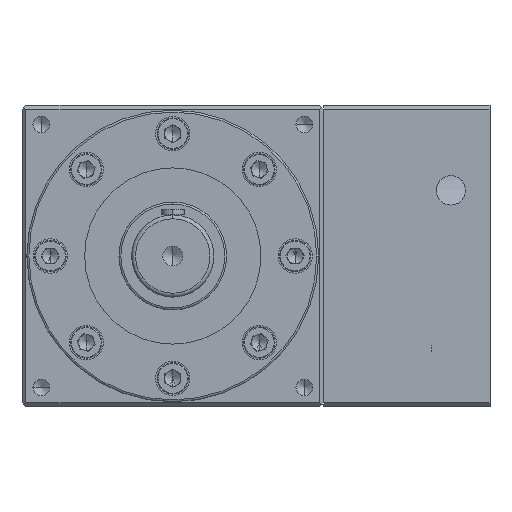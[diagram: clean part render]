
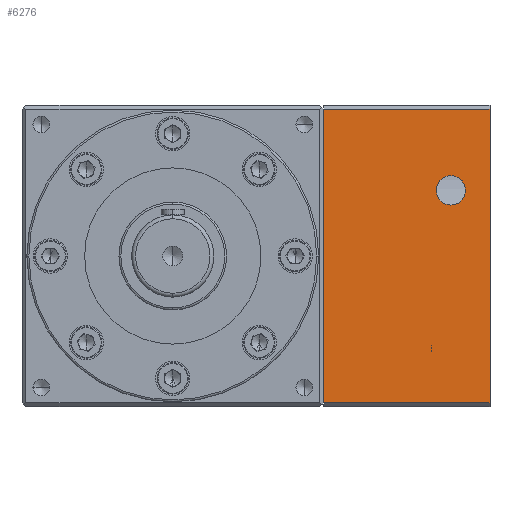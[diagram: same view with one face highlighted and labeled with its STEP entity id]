
A CAD part, left-side view. The second image highlights one B-rep face of the part: STEP entity #6276.
In plain terms, the highlighted planar face has unit normal (-1, 0, 0).
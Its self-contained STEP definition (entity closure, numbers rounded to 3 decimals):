
#105 = LINE ( 'NONE', #11541, #12079 ) ;
#131 = VERTEX_POINT ( 'NONE', #5882 ) ;
#675 = CIRCLE ( 'NONE', #15076, 7.5 ) ;
#1392 = VERTEX_POINT ( 'NONE', #10390 ) ;
#1528 = VERTEX_POINT ( 'NONE', #4626 ) ;
#2017 = CARTESIAN_POINT ( 'NONE',  ( -77., 205., -74.872 ) ) ;
#2343 = FACE_BOUND ( 'NONE', #3437, .T. ) ;
#2346 = CARTESIAN_POINT ( 'NONE',  ( -77., 119.999, -74.872 ) ) ;
#2608 = ORIENTED_EDGE ( 'NONE', *, *, #7484, .F. ) ;
#3015 = CARTESIAN_POINT ( 'NONE',  ( -77., 205., -74.872 ) ) ;
#3142 = VERTEX_POINT ( 'NONE', #3015 ) ;
#3437 = EDGE_LOOP ( 'NONE', ( #14771, #14888 ) ) ;
#4626 = CARTESIAN_POINT ( 'NONE',  ( -77., 205., 74.872 ) ) ;
#4766 = EDGE_CURVE ( 'NONE', #5081, #131, #16607, .T. ) ;
#5081 = VERTEX_POINT ( 'NONE', #12325 ) ;
#5200 = DIRECTION ( 'NONE',  ( 0., 1., 0. ) ) ;
#5335 = VECTOR ( 'NONE', #5200, 1000. ) ;
#5589 = ORIENTED_EDGE ( 'NONE', *, *, #6197, .F. ) ;
#5882 = CARTESIAN_POINT ( 'NONE',  ( -77., 140., 41. ) ) ;
#6138 = EDGE_CURVE ( 'NONE', #10496, #1528, #9948, .T. ) ;
#6197 = EDGE_CURVE ( 'NONE', #10496, #1392, #105, .T. ) ;
#6276 = ADVANCED_FACE ( 'NONE', ( #2343, #6576 ), #7138, .F. ) ;
#6477 = ORIENTED_EDGE ( 'NONE', *, *, #6138, .T. ) ;
#6576 = FACE_OUTER_BOUND ( 'NONE', #17110, .T. ) ;
#7138 = PLANE ( 'NONE',  #8697 ) ;
#7484 = EDGE_CURVE ( 'NONE', #1392, #3142, #10600, .T. ) ;
#8358 = DIRECTION ( 'NONE',  ( 0., 0., -1. ) ) ;
#8474 = CARTESIAN_POINT ( 'NONE',  ( -77., 140., 33.5 ) ) ;
#8697 = AXIS2_PLACEMENT_3D ( 'NONE', #2346, #19392, #10215 ) ;
#9275 = DIRECTION ( 'NONE',  ( -1., 0., 0. ) ) ;
#9589 = VECTOR ( 'NONE', #8358, 1000. ) ;
#9948 = LINE ( 'NONE', #14416, #5335 ) ;
#10010 = DIRECTION ( 'NONE',  ( 0., 0., 1. ) ) ;
#10215 = DIRECTION ( 'NONE',  ( 0., 0., -1. ) ) ;
#10218 = CARTESIAN_POINT ( 'NONE',  ( -77., 119.999, -74.872 ) ) ;
#10253 = ORIENTED_EDGE ( 'NONE', *, *, #20072, .T. ) ;
#10390 = CARTESIAN_POINT ( 'NONE',  ( -77., 120., -74.872 ) ) ;
#10496 = VERTEX_POINT ( 'NONE', #15403 ) ;
#10600 = LINE ( 'NONE', #10218, #14156 ) ;
#11102 = AXIS2_PLACEMENT_3D ( 'NONE', #8474, #19203, #10010 ) ;
#11125 = EDGE_CURVE ( 'NONE', #131, #5081, #675, .T. ) ;
#11541 = CARTESIAN_POINT ( 'NONE',  ( -77., 120., -74.872 ) ) ;
#12079 = VECTOR ( 'NONE', #19210, 1000. ) ;
#12325 = CARTESIAN_POINT ( 'NONE',  ( -77., 140., 26. ) ) ;
#13266 = DIRECTION ( 'NONE',  ( 0., 1., 0. ) ) ;
#14156 = VECTOR ( 'NONE', #13266, 1000. ) ;
#14416 = CARTESIAN_POINT ( 'NONE',  ( -77., 119.999, 74.872 ) ) ;
#14771 = ORIENTED_EDGE ( 'NONE', *, *, #11125, .F. ) ;
#14888 = ORIENTED_EDGE ( 'NONE', *, *, #4766, .F. ) ;
#15076 = AXIS2_PLACEMENT_3D ( 'NONE', #18500, #9275, #19992 ) ;
#15403 = CARTESIAN_POINT ( 'NONE',  ( -77., 120., 74.872 ) ) ;
#16607 = CIRCLE ( 'NONE', #11102, 7.5 ) ;
#17110 = EDGE_LOOP ( 'NONE', ( #6477, #10253, #2608, #5589 ) ) ;
#17797 = LINE ( 'NONE', #2017, #9589 ) ;
#18500 = CARTESIAN_POINT ( 'NONE',  ( -77., 140., 33.5 ) ) ;
#19203 = DIRECTION ( 'NONE',  ( -1., 0., 0. ) ) ;
#19210 = DIRECTION ( 'NONE',  ( 0., 0., -1. ) ) ;
#19392 = DIRECTION ( 'NONE',  ( 1., 0., 0. ) ) ;
#19992 = DIRECTION ( 'NONE',  ( 0., 0., 1. ) ) ;
#20072 = EDGE_CURVE ( 'NONE', #1528, #3142, #17797, .T. ) ;
